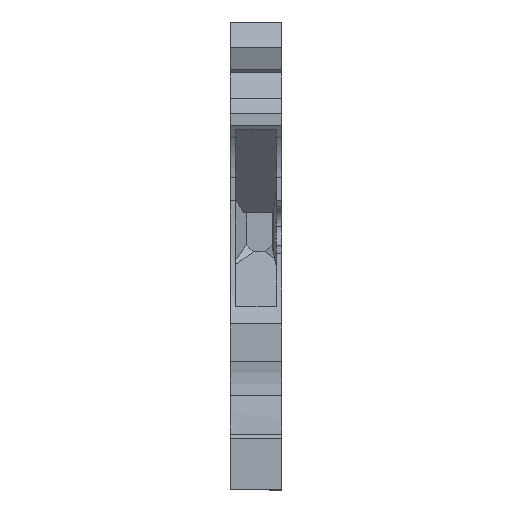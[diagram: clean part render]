
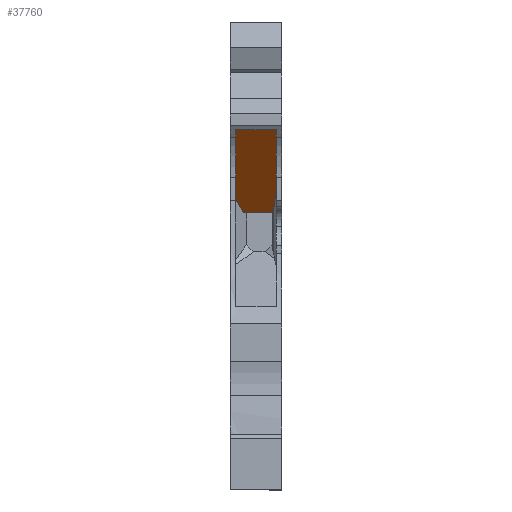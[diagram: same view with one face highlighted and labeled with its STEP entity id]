
A CAD part, front view. The second image highlights one B-rep face of the part: STEP entity #37760.
In plain terms, the highlighted face is planar.
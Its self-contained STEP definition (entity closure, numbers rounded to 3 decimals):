
#33970=CARTESIAN_POINT('',(14.065,14.264,
-0.55));
#33980=VERTEX_POINT('',#33970);
#34010=CARTESIAN_POINT('',(0.,25.516,
-0.55));
#34020=DIRECTION('',(-0.781,0.625,0.));
#34030=VECTOR('',#34020,1.);
#34040=LINE('',#34010,#34030);
#34050=CARTESIAN_POINT('',(7.345,19.64,
-0.55));
#34060=VERTEX_POINT('',#34050);
#34070=EDGE_CURVE('',#33980,#34060,#34040,.T.);
#34320=CARTESIAN_POINT('',(7.345,19.64,
0.));
#34330=DIRECTION('',(0.,0.,1.));
#34340=VECTOR('',#34330,1.);
#34350=LINE('',#34320,#34340);
#34360=CARTESIAN_POINT('',(7.345,19.64,
-4.6));
#34370=VERTEX_POINT('',#34360);
#34380=EDGE_CURVE('',#34370,#34060,#34350,.T.);
#35100=CARTESIAN_POINT('',(0.,25.516,
-4.6));
#35110=DIRECTION('',(0.781,-0.625,0.));
#35120=VECTOR('',#35110,1.);
#35130=LINE('',#35100,#35120);
#35140=CARTESIAN_POINT('',(14.91,13.588,
-4.6));
#35150=VERTEX_POINT('',#35140);
#35160=EDGE_CURVE('',#34370,#35150,#35130,.T.);
#37170=CARTESIAN_POINT('',(0.,25.516,
-12.305));
#37180=DIRECTION('',(0.724,-0.579,
0.374));
#37190=VECTOR('',#37180,1.);
#37200=LINE('',#37170,#37190);
#37210=CARTESIAN_POINT('',(16.425,12.376,
-3.817));
#37220=VERTEX_POINT('',#37210);
#37230=EDGE_CURVE('',#35150,#37220,#37200,.T.);
#37430=CARTESIAN_POINT('',(16.021,12.7,
1.109));
#37440=DIRECTION('',(0.625,0.781,-0.));
#37450=DIRECTION('',(-0.781,0.625,0.));
#37460=AXIS2_PLACEMENT_3D('',#37430,#37440,#37450);
#37470=PLANE('',#37460);
#37480=ORIENTED_EDGE('',*,*,#34070,.T.);
#37490=CARTESIAN_POINT('',(0.,25.516,
1.002));
#37500=DIRECTION('',(-0.778,0.622,
0.086));
#37510=VECTOR('',#37500,1.);
#37520=LINE('',#37490,#37510);
#37530=CARTESIAN_POINT('',(15.878,12.814,
-0.75));
#37540=VERTEX_POINT('',#37530);
#37550=EDGE_CURVE('',#37540,#33980,#37520,.T.);
#37560=ORIENTED_EDGE('',*,*,#37550,.T.);
#37570=CARTESIAN_POINT('',(0.,25.516,
4.639));
#37580=DIRECTION('',(-0.755,0.604,
0.256));
#37590=VECTOR('',#37580,1.);
#37600=LINE('',#37570,#37590);
#37610=CARTESIAN_POINT('',(16.425,12.376,
-0.936));
#37620=VERTEX_POINT('',#37610);
#37630=EDGE_CURVE('',#37620,#37540,#37600,.T.);
#37640=ORIENTED_EDGE('',*,*,#37630,.T.);
#37650=CARTESIAN_POINT('',(16.425,12.376,
0.));
#37660=DIRECTION('',(0.,0.,-1.));
#37670=VECTOR('',#37660,1.);
#37680=LINE('',#37650,#37670);
#37690=EDGE_CURVE('',#37620,#37220,#37680,.T.);
#37700=ORIENTED_EDGE('',*,*,#37690,.F.);
#37710=ORIENTED_EDGE('',*,*,#37230,.T.);
#37720=ORIENTED_EDGE('',*,*,#35160,.T.);
#37730=ORIENTED_EDGE('',*,*,#34380,.F.);
#37740=EDGE_LOOP('',(#37730,#37720,#37710,#37700,#37640,#37560,#37480));
#37750=FACE_OUTER_BOUND('',#37740,.T.);
#37760=ADVANCED_FACE('',(#37750),#37470,.F.);
